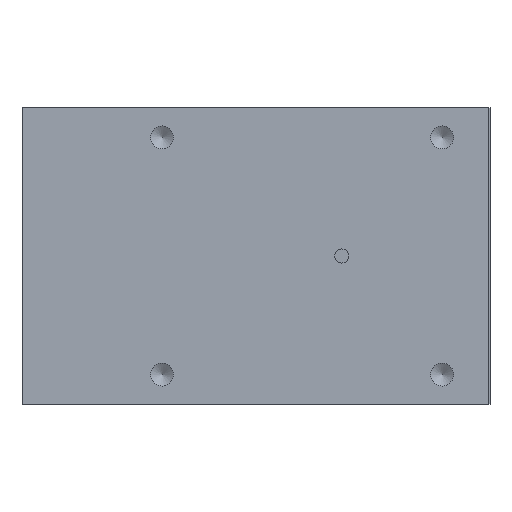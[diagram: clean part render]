
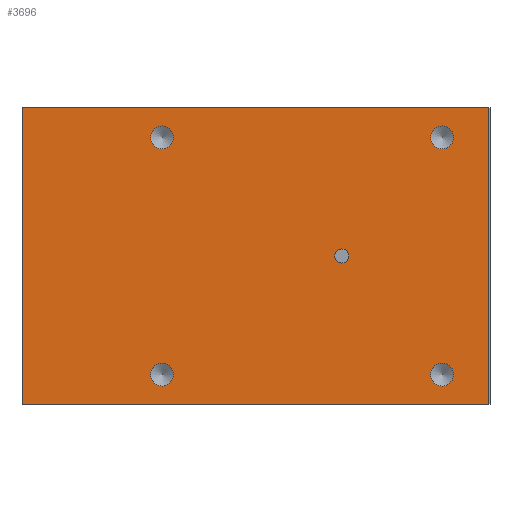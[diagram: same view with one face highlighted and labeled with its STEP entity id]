
A CAD part, front view. The second image highlights one B-rep face of the part: STEP entity #3696.
In plain terms, the highlighted planar face has unit normal (0, -1, 0).
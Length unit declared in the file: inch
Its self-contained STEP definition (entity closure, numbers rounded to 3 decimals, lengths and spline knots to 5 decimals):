
#123=PLANE('',#3979);
#253=LINE('',#5270,#550);
#257=LINE('',#5277,#554);
#260=LINE('',#5283,#557);
#262=LINE('',#5287,#559);
#550=VECTOR('',#4365,2.5);
#554=VECTOR('',#4371,3.93701);
#557=VECTOR('',#4376,2.5);
#559=VECTOR('',#4382,3.93701);
#860=FACE_BOUND('',#1292,.T.);
#861=FACE_BOUND('',#1293,.T.);
#862=FACE_BOUND('',#1294,.T.);
#863=FACE_BOUND('',#1295,.T.);
#864=FACE_BOUND('',#1296,.T.);
#1032=FACE_OUTER_BOUND('',#1291,.T.);
#1291=EDGE_LOOP('',(#2562,#2563,#2564,#2565));
#1292=EDGE_LOOP('',(#2566));
#1293=EDGE_LOOP('',(#2567));
#1294=EDGE_LOOP('',(#2568));
#1295=EDGE_LOOP('',(#2569));
#1296=EDGE_LOOP('',(#2570));
#1590=CIRCLE('',#3950,0.09679);
#1592=CIRCLE('',#3954,0.09679);
#1594=CIRCLE('',#3958,0.09679);
#1596=CIRCLE('',#3962,0.09679);
#1600=CIRCLE('',#3968,0.05906);
#1687=VERTEX_POINT('',#5209);
#1689=VERTEX_POINT('',#5215);
#1691=VERTEX_POINT('',#5221);
#1693=VERTEX_POINT('',#5227);
#1697=VERTEX_POINT('',#5237);
#1708=VERTEX_POINT('',#5267);
#1709=VERTEX_POINT('',#5269);
#1711=VERTEX_POINT('',#5275);
#1713=VERTEX_POINT('',#5281);
#2025=EDGE_CURVE('',#1687,#1687,#1590,.T.);
#2027=EDGE_CURVE('',#1689,#1689,#1592,.T.);
#2029=EDGE_CURVE('',#1691,#1691,#1594,.T.);
#2031=EDGE_CURVE('',#1693,#1693,#1596,.T.);
#2035=EDGE_CURVE('',#1697,#1697,#1600,.T.);
#2050=EDGE_CURVE('',#1709,#1708,#253,.T.);
#2054=EDGE_CURVE('',#1708,#1711,#257,.T.);
#2057=EDGE_CURVE('',#1713,#1711,#260,.T.);
#2059=EDGE_CURVE('',#1713,#1709,#262,.T.);
#2562=ORIENTED_EDGE('',*,*,#2054,.T.);
#2563=ORIENTED_EDGE('',*,*,#2057,.F.);
#2564=ORIENTED_EDGE('',*,*,#2059,.T.);
#2565=ORIENTED_EDGE('',*,*,#2050,.T.);
#2566=ORIENTED_EDGE('',*,*,#2025,.T.);
#2567=ORIENTED_EDGE('',*,*,#2027,.T.);
#2568=ORIENTED_EDGE('',*,*,#2029,.T.);
#2569=ORIENTED_EDGE('',*,*,#2031,.T.);
#2570=ORIENTED_EDGE('',*,*,#2035,.T.);
#3696=ADVANCED_FACE('',(#1032,#860,#861,#862,#863,#864),#123,.T.);
#3950=AXIS2_PLACEMENT_3D('',#5210,#4301,#4302);
#3954=AXIS2_PLACEMENT_3D('',#5216,#4309,#4310);
#3958=AXIS2_PLACEMENT_3D('',#5222,#4317,#4318);
#3962=AXIS2_PLACEMENT_3D('',#5228,#4325,#4326);
#3968=AXIS2_PLACEMENT_3D('',#5238,#4337,#4338);
#3979=AXIS2_PLACEMENT_3D('',#5286,#4380,#4381);
#4301=DIRECTION('center_axis',(0.,1.,0.));
#4302=DIRECTION('ref_axis',(1.,0.,0.));
#4309=DIRECTION('center_axis',(0.,1.,0.));
#4310=DIRECTION('ref_axis',(1.,0.,0.));
#4317=DIRECTION('center_axis',(0.,1.,0.));
#4318=DIRECTION('ref_axis',(1.,0.,0.));
#4325=DIRECTION('center_axis',(0.,1.,0.));
#4326=DIRECTION('ref_axis',(1.,0.,0.));
#4337=DIRECTION('center_axis',(0.,1.,0.));
#4338=DIRECTION('ref_axis',(-1.,0.,0.));
#4365=DIRECTION('',(0.,0.,1.));
#4371=DIRECTION('',(-1.,0.,0.));
#4376=DIRECTION('',(0.,0.,1.));
#4380=DIRECTION('center_axis',(0.,-1.,0.));
#4381=DIRECTION('ref_axis',(0.,0.,-1.));
#4382=DIRECTION('',(1.,0.,0.));
#5209=CARTESIAN_POINT('',(3.6401,0.,0.25));
#5210=CARTESIAN_POINT('Origin',(3.54331,0.,0.25));
#5215=CARTESIAN_POINT('',(3.6401,0.,2.25));
#5216=CARTESIAN_POINT('Origin',(3.54331,0.,2.25));
#5221=CARTESIAN_POINT('',(1.27789,0.,0.25));
#5222=CARTESIAN_POINT('Origin',(1.1811,0.,0.25));
#5227=CARTESIAN_POINT('',(1.27789,0.,2.25));
#5228=CARTESIAN_POINT('Origin',(1.1811,0.,2.25));
#5237=CARTESIAN_POINT('',(2.75591,0.,1.25));
#5238=CARTESIAN_POINT('Origin',(2.69685,0.,1.25));
#5267=CARTESIAN_POINT('',(3.93701,0.,2.5));
#5269=CARTESIAN_POINT('',(3.93701,0.,0.));
#5270=CARTESIAN_POINT('',(3.93701,0.,0.));
#5275=CARTESIAN_POINT('',(0.,0.,2.5));
#5277=CARTESIAN_POINT('',(0.,0.,2.5));
#5281=CARTESIAN_POINT('',(0.,0.,0.));
#5283=CARTESIAN_POINT('',(0.,0.,0.));
#5286=CARTESIAN_POINT('Origin',(3.93701,0.,0.));
#5287=CARTESIAN_POINT('',(0.,0.,0.));
